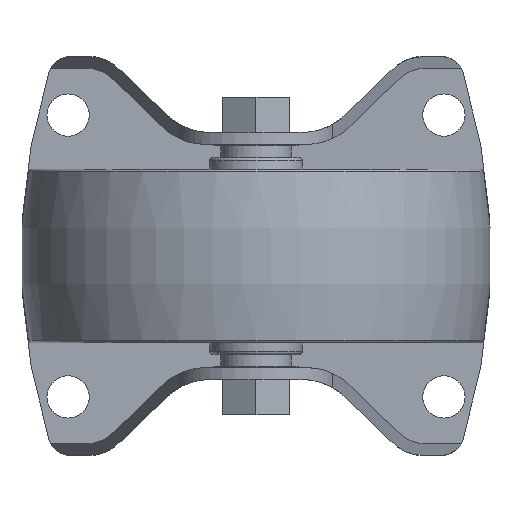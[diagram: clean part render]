
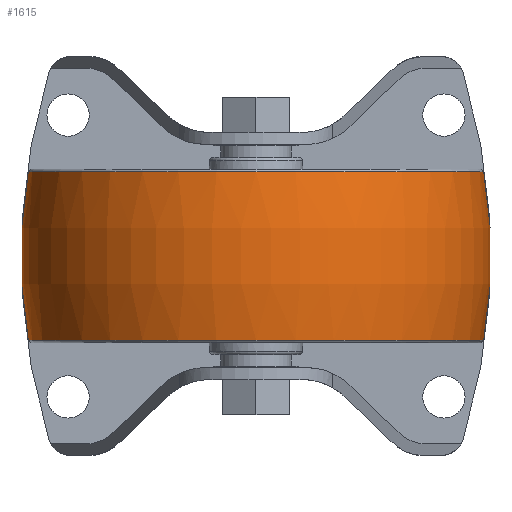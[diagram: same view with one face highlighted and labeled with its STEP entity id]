
A CAD part, front view. The second image highlights one B-rep face of the part: STEP entity #1615.
In plain terms, the highlighted toroidal (fillet/blend) face has major radius 50 mm and minor radius 100 mm.
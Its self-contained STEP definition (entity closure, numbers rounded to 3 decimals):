
#20=DEGENERATE_TOROIDAL_SURFACE('',#1801,50.,100.,
 .F.);
#761=ORIENTED_EDGE('',*,*,#988,.T.);
#762=ORIENTED_EDGE('',*,*,#989,.F.);
#988=EDGE_CURVE('',#1144,#1144,#1212,.T.);
#989=EDGE_CURVE('',#1145,#1145,#1213,.T.);
#1144=VERTEX_POINT('',#2786);
#1145=VERTEX_POINT('',#2789);
#1212=CIRCLE('',#1800,48.386);
#1213=CIRCLE('',#1802,48.386);
#1339=EDGE_LOOP('',(#761));
#1340=EDGE_LOOP('',(#762));
#1477=FACE_BOUND('',#1339,.T.);
#1478=FACE_BOUND('',#1340,.T.);
#1615=ADVANCED_FACE('',(#1477,#1478),#20,.F.);
#1800=AXIS2_PLACEMENT_3D('',#2785,#2266,#2267);
#1801=AXIS2_PLACEMENT_3D('',#2787,#2268,#2269);
#1802=AXIS2_PLACEMENT_3D('',#2788,#2270,#2271);
#2266=DIRECTION('',(0.,0.,-1.));
#2267=DIRECTION('',(-1.,0.,0.));
#2268=DIRECTION('',(0.,0.,-1.));
#2269=DIRECTION('',(-1.,0.,0.));
#2270=DIRECTION('',(0.,0.,-1.));
#2271=DIRECTION('',(-1.,0.,0.));
#2785=CARTESIAN_POINT('',(0.,0.,17.892));
#2786=CARTESIAN_POINT('',(-48.386,0.,17.892));
#2787=CARTESIAN_POINT('',(0.,0.,0.));
#2788=CARTESIAN_POINT('',(0.,0.,-17.892));
#2789=CARTESIAN_POINT('',(-48.386,0.,-17.892));
